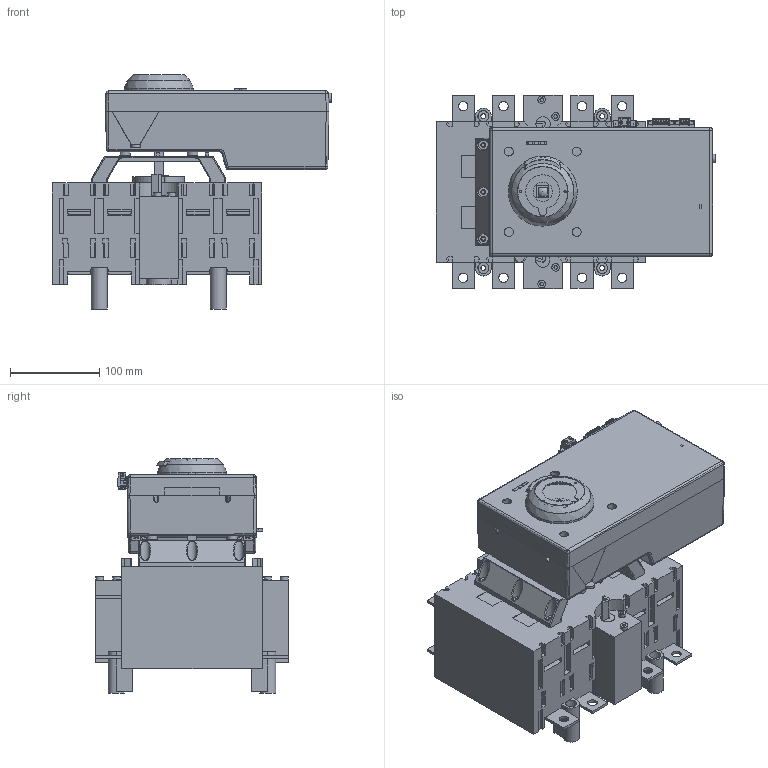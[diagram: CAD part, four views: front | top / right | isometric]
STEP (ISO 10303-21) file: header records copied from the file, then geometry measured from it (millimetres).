
FILE_DESCRIPTION(/* description */ (''),/* implementation_level */ '2;1');
FILE_NAME(/* name */ 'GEX691C.stp',/* time_stamp */ '2017-03-15T14:15:43+01:00',/* author */ ('Zanchi_F'),/* organization */ (''),/* preprocessor_version */ 'ST-DEVELOPER v16.1',/* originating_system */ 'Autodesk Inventor 2016',/* authorisation */ '');
FILE_SCHEMA (('CONFIG_CONTROL_DESIGN'));
Products named in the file (1): GEX691C
Bounding box: 313.44 x 216 x 262.67 mm (x, y, z)
Volume: 4256038.5 mm3; surface area: 679562 mm2
Topology: 2 solids, 28 shells, 3645 faces, 9738 edges, 6233 vertices
Faces by surface type: plane 2878, cylinder 507, torus 80, bspline 72, sphere 64, cone 44
Full cylindrical faces by diameter (mm): 1.9 x16, 2 x8, 2.4 x6, 2.5 x4, 2.9 x18, 2.95 x2, 3 x4, 3.75 x2, 3.8 x14, 3.89 x6, 4 x4, 5.5 x18, 6 x2, 8.5 x4, 9.8 x1, 10 x4, 10.5 x14, 11 x6, 12 x4, 16 x2, 18 x4, 20.373 x1, 21.581 x1, 22 x2, 56 x1, 77.19 x1
Entity records: 117921 total; most frequent: CARTESIAN_POINT 24697, ORIENTED_EDGE 18794, DIRECTION 17705, EDGE_CURVE 9397, LINE 7803, VECTOR 7803, VERTEX_POINT 6152, AXIS2_PLACEMENT_3D 4951
